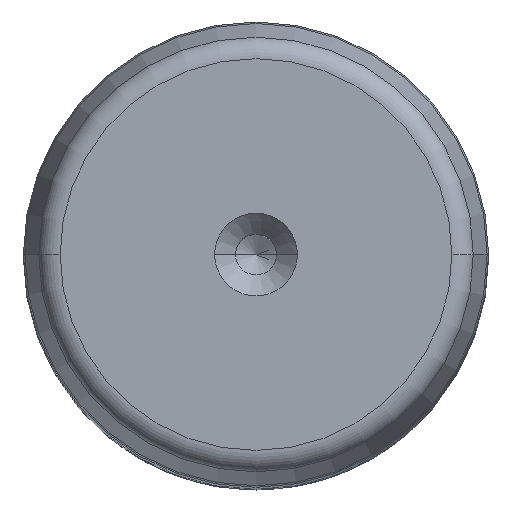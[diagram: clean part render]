
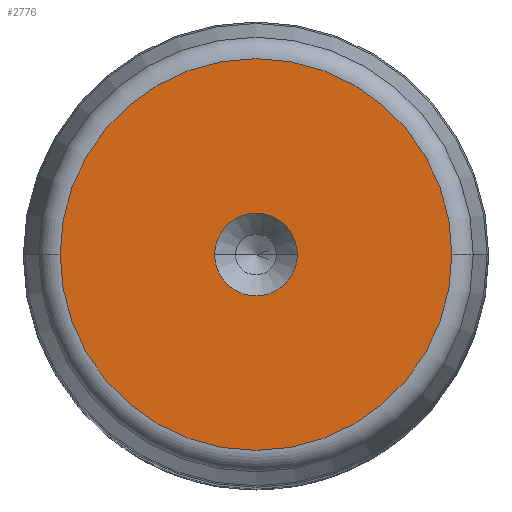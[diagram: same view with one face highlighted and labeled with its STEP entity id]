
A CAD part, top view. The second image highlights one B-rep face of the part: STEP entity #2776.
In plain terms, the highlighted planar face has unit normal (0, 0, 1).
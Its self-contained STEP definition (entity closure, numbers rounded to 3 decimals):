
#51 = EDGE_CURVE ( 'NONE', #384, #831, #2373, .T. ) ;
#102 = EDGE_CURVE ( 'NONE', #831, #384, #2242, .T. ) ;
#107 = CARTESIAN_POINT ( 'NONE',  ( 5.6, 0., 224. ) ) ;
#265 = DIRECTION ( 'NONE',  ( 0., 0., 1. ) ) ;
#281 = CARTESIAN_POINT ( 'NONE',  ( 0., 0., 224. ) ) ;
#384 = VERTEX_POINT ( 'NONE', #107 ) ;
#394 = FACE_OUTER_BOUND ( 'NONE', #2059, .T. ) ;
#441 = CIRCLE ( 'NONE', #2335, 26.519 ) ;
#514 = CARTESIAN_POINT ( 'NONE',  ( 0., 0., 224. ) ) ;
#522 = ORIENTED_EDGE ( 'NONE', *, *, #102, .F. ) ;
#573 = FACE_BOUND ( 'NONE', #3437, .T. ) ;
#630 = DIRECTION ( 'NONE',  ( 0., 0., 1. ) ) ;
#756 = AXIS2_PLACEMENT_3D ( 'NONE', #281, #265, #2722 ) ;
#831 = VERTEX_POINT ( 'NONE', #1306 ) ;
#912 = VERTEX_POINT ( 'NONE', #1815 ) ;
#921 = DIRECTION ( 'NONE',  ( 0., 0., 1. ) ) ;
#1222 = CARTESIAN_POINT ( 'NONE',  ( 26.519, 0., 224. ) ) ;
#1306 = CARTESIAN_POINT ( 'NONE',  ( -5.6, 0., 224. ) ) ;
#1436 = CARTESIAN_POINT ( 'NONE',  ( 0., 0., 224. ) ) ;
#1441 = DIRECTION ( 'NONE',  ( 1., 0., 0. ) ) ;
#1578 = DIRECTION ( 'NONE',  ( 0., 0., 1. ) ) ;
#1600 = AXIS2_PLACEMENT_3D ( 'NONE', #1436, #630, #2547 ) ;
#1660 = DIRECTION ( 'NONE',  ( 0., 0., 1. ) ) ;
#1815 = CARTESIAN_POINT ( 'NONE',  ( -26.519, 0., 224. ) ) ;
#1847 = DIRECTION ( 'NONE',  ( 1., 0., 0. ) ) ;
#1993 = EDGE_CURVE ( 'NONE', #2875, #912, #441, .T. ) ;
#2014 = ORIENTED_EDGE ( 'NONE', *, *, #3463, .T. ) ;
#2034 = CARTESIAN_POINT ( 'NONE',  ( 0., 0., 224. ) ) ;
#2059 = EDGE_LOOP ( 'NONE', ( #3183, #2014 ) ) ;
#2242 = CIRCLE ( 'NONE', #2649, 5.6 ) ;
#2335 = AXIS2_PLACEMENT_3D ( 'NONE', #3044, #1660, #3295 ) ;
#2356 = AXIS2_PLACEMENT_3D ( 'NONE', #514, #1578, #1847 ) ;
#2373 = CIRCLE ( 'NONE', #756, 5.6 ) ;
#2505 = PLANE ( 'NONE',  #1600 ) ;
#2547 = DIRECTION ( 'NONE',  ( 1., 0., 0. ) ) ;
#2649 = AXIS2_PLACEMENT_3D ( 'NONE', #2034, #921, #1441 ) ;
#2722 = DIRECTION ( 'NONE',  ( 1., 0., 0. ) ) ;
#2751 = CIRCLE ( 'NONE', #2356, 26.519 ) ;
#2776 = ADVANCED_FACE ( 'NONE', ( #394, #573 ), #2505, .T. ) ;
#2798 = ORIENTED_EDGE ( 'NONE', *, *, #51, .F. ) ;
#2875 = VERTEX_POINT ( 'NONE', #1222 ) ;
#3044 = CARTESIAN_POINT ( 'NONE',  ( 0., 0., 224. ) ) ;
#3183 = ORIENTED_EDGE ( 'NONE', *, *, #1993, .T. ) ;
#3295 = DIRECTION ( 'NONE',  ( 1., 0., 0. ) ) ;
#3437 = EDGE_LOOP ( 'NONE', ( #2798, #522 ) ) ;
#3463 = EDGE_CURVE ( 'NONE', #912, #2875, #2751, .T. ) ;
